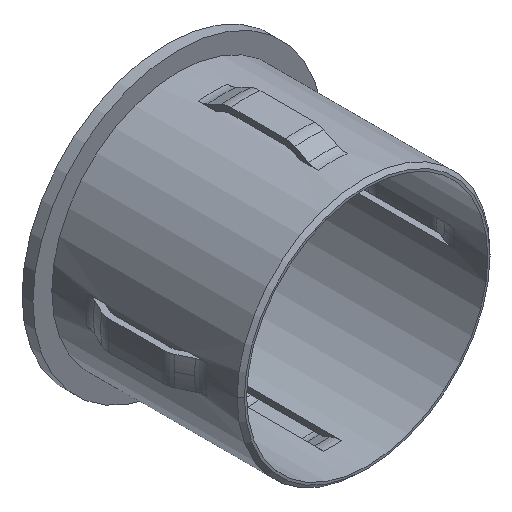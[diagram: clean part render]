
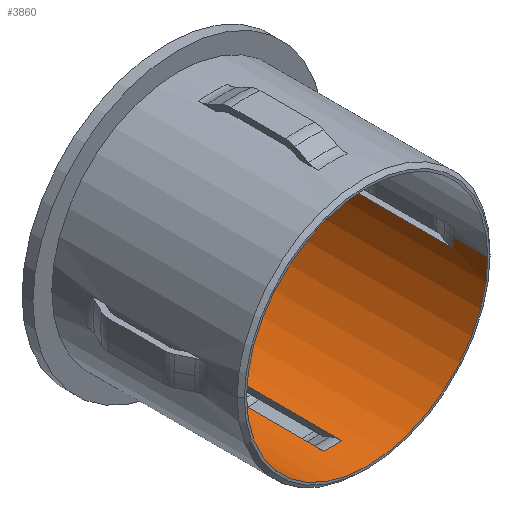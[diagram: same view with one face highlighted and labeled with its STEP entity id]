
A CAD part, isometric view. The second image highlights one B-rep face of the part: STEP entity #3860.
In plain terms, the highlighted cylindrical face has radius 16.6 mm (diameter 33.2 mm), a partial arc.
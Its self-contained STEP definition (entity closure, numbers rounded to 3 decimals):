
#51 = DIRECTION ( 'NONE',  ( 1., 0., 0. ) ) ;
#105 = ORIENTED_EDGE ( 'NONE', *, *, #5849, .T. ) ;
#114 = EDGE_CURVE ( 'NONE', #10550, #11613, #7671, .T. ) ;
#136 = CARTESIAN_POINT ( 'NONE',  ( 0., 32., 0. ) ) ;
#278 = VERTEX_POINT ( 'NONE', #14502 ) ;
#294 = EDGE_LOOP ( 'NONE', ( #2586, #11125, #105, #6065, #6125, #13222, #11393, #15044, #15608, #1525, #8638, #10464 ) ) ;
#335 = VECTOR ( 'NONE', #10389, 1000. ) ;
#1103 = DIRECTION ( 'NONE',  ( 1., 0., 0. ) ) ;
#1144 = LINE ( 'NONE', #5888, #13650 ) ;
#1265 = CARTESIAN_POINT ( 'NONE',  ( 0., 21.25, 0. ) ) ;
#1488 = CARTESIAN_POINT ( 'NONE',  ( 0., 0., 0. ) ) ;
#1525 = ORIENTED_EDGE ( 'NONE', *, *, #13480, .F. ) ;
#1840 = CIRCLE ( 'NONE', #12718, 16.6 ) ;
#1933 = CARTESIAN_POINT ( 'NONE',  ( -16.6, 32., 0. ) ) ;
#1952 = DIRECTION ( 'NONE',  ( 1., 0., 0. ) ) ;
#2126 = VERTEX_POINT ( 'NONE', #5422 ) ;
#2148 = DIRECTION ( 'NONE',  ( 0., -1., 0. ) ) ;
#2238 = LINE ( 'NONE', #1933, #335 ) ;
#2442 = AXIS2_PLACEMENT_3D ( 'NONE', #12002, #4765, #1103 ) ;
#2505 = CARTESIAN_POINT ( 'NONE',  ( 16.6, 0., 0. ) ) ;
#2586 = ORIENTED_EDGE ( 'NONE', *, *, #114, .F. ) ;
#2757 = EDGE_CURVE ( 'NONE', #278, #6171, #10975, .T. ) ;
#3266 = CARTESIAN_POINT ( 'NONE',  ( 16.6, 4.75, 0. ) ) ;
#3577 = AXIS2_PLACEMENT_3D ( 'NONE', #136, #9778, #8619 ) ;
#3645 = VERTEX_POINT ( 'NONE', #7393 ) ;
#3663 = DIRECTION ( 'NONE',  ( 1., 0., 0. ) ) ;
#3851 = DIRECTION ( 'NONE',  ( 0., -1., 0. ) ) ;
#3860 = ADVANCED_FACE ( 'NONE', ( #14550, #12863 ), #4718, .F. ) ;
#3925 = DIRECTION ( 'NONE',  ( 0., -1., 0. ) ) ;
#3940 = EDGE_CURVE ( 'NONE', #14187, #6171, #5677, .T. ) ;
#3982 = CARTESIAN_POINT ( 'NONE',  ( 1.25, 48.776, -16.553 ) ) ;
#4291 = CARTESIAN_POINT ( 'NONE',  ( 0., 4.75, 0. ) ) ;
#4622 = EDGE_CURVE ( 'NONE', #14187, #10680, #2238, .T. ) ;
#4718 = CYLINDRICAL_SURFACE ( 'NONE', #3577, 16.6 ) ;
#4765 = DIRECTION ( 'NONE',  ( 0., -1., 0. ) ) ;
#4922 = DIRECTION ( 'NONE',  ( 0., -1., 0. ) ) ;
#5128 = AXIS2_PLACEMENT_3D ( 'NONE', #6292, #8766, #9768 ) ;
#5131 = VECTOR ( 'NONE', #2148, 1000. ) ;
#5203 = VECTOR ( 'NONE', #15334, 1000. ) ;
#5364 = EDGE_CURVE ( 'NONE', #10680, #7911, #13775, .T. ) ;
#5387 = EDGE_CURVE ( 'NONE', #12226, #10746, #1840, .T. ) ;
#5422 = CARTESIAN_POINT ( 'NONE',  ( 16.553, 21.25, -1.25 ) ) ;
#5560 = EDGE_CURVE ( 'NONE', #6214, #9228, #9989, .T. ) ;
#5677 = CIRCLE ( 'NONE', #6850, 16.6 ) ;
#5849 = EDGE_CURVE ( 'NONE', #6278, #278, #13220, .T. ) ;
#5888 = CARTESIAN_POINT ( 'NONE',  ( 16.553, 48.776, -1.25 ) ) ;
#5916 = VECTOR ( 'NONE', #4922, 1000. ) ;
#6065 = ORIENTED_EDGE ( 'NONE', *, *, #2757, .T. ) ;
#6125 = ORIENTED_EDGE ( 'NONE', *, *, #3940, .F. ) ;
#6171 = VERTEX_POINT ( 'NONE', #10969 ) ;
#6214 = VERTEX_POINT ( 'NONE', #11162 ) ;
#6278 = VERTEX_POINT ( 'NONE', #14771 ) ;
#6284 = EDGE_CURVE ( 'NONE', #9228, #9773, #14321, .T. ) ;
#6292 = CARTESIAN_POINT ( 'NONE',  ( 0., 21.25, 0. ) ) ;
#6439 = CARTESIAN_POINT ( 'NONE',  ( -16.6, 4.75, 0. ) ) ;
#6467 = VECTOR ( 'NONE', #7487, 1000. ) ;
#6568 = ORIENTED_EDGE ( 'NONE', *, *, #6284, .T. ) ;
#6674 = LINE ( 'NONE', #12137, #5916 ) ;
#6693 = ORIENTED_EDGE ( 'NONE', *, *, #10833, .F. ) ;
#6754 = DIRECTION ( 'NONE',  ( 0., -1., 0. ) ) ;
#6763 = AXIS2_PLACEMENT_3D ( 'NONE', #1265, #7208, #51 ) ;
#6850 = AXIS2_PLACEMENT_3D ( 'NONE', #15256, #9241, #1952 ) ;
#7208 = DIRECTION ( 'NONE',  ( 0., -1., 0. ) ) ;
#7261 = CARTESIAN_POINT ( 'NONE',  ( -16.553, 48.776, -1.25 ) ) ;
#7393 = CARTESIAN_POINT ( 'NONE',  ( -1.25, 4.75, -16.553 ) ) ;
#7487 = DIRECTION ( 'NONE',  ( 0., -1., 0. ) ) ;
#7671 = CIRCLE ( 'NONE', #8289, 16.6 ) ;
#7911 = VERTEX_POINT ( 'NONE', #2505 ) ;
#7919 = CARTESIAN_POINT ( 'NONE',  ( -1.25, 48.776, -16.553 ) ) ;
#7948 = DIRECTION ( 'NONE',  ( 1., 0., 0. ) ) ;
#8202 = CARTESIAN_POINT ( 'NONE',  ( -16.6, 0., 0. ) ) ;
#8289 = AXIS2_PLACEMENT_3D ( 'NONE', #10895, #8381, #3663 ) ;
#8300 = ORIENTED_EDGE ( 'NONE', *, *, #5560, .T. ) ;
#8359 = VECTOR ( 'NONE', #3851, 1000. ) ;
#8381 = DIRECTION ( 'NONE',  ( 0., -1., 0. ) ) ;
#8619 = DIRECTION ( 'NONE',  ( 1., 0., 0. ) ) ;
#8638 = ORIENTED_EDGE ( 'NONE', *, *, #12377, .T. ) ;
#8766 = DIRECTION ( 'NONE',  ( 0., -1., 0. ) ) ;
#8967 = DIRECTION ( 'NONE',  ( 1., 0., 0. ) ) ;
#9055 = AXIS2_PLACEMENT_3D ( 'NONE', #13108, #10794, #10854 ) ;
#9228 = VERTEX_POINT ( 'NONE', #11279 ) ;
#9241 = DIRECTION ( 'NONE',  ( 0., -1., 0. ) ) ;
#9350 = EDGE_CURVE ( 'NONE', #6214, #3645, #15243, .T. ) ;
#9402 = CARTESIAN_POINT ( 'NONE',  ( 1.25, 4.75, -16.553 ) ) ;
#9768 = DIRECTION ( 'NONE',  ( 1., 0., 0. ) ) ;
#9773 = VERTEX_POINT ( 'NONE', #9402 ) ;
#9778 = DIRECTION ( 'NONE',  ( 0., -1., 0. ) ) ;
#9989 = CIRCLE ( 'NONE', #6763, 16.6 ) ;
#10336 = CARTESIAN_POINT ( 'NONE',  ( 16.6, 21.25, 0. ) ) ;
#10389 = DIRECTION ( 'NONE',  ( 0., -1., 0. ) ) ;
#10464 = ORIENTED_EDGE ( 'NONE', *, *, #13321, .F. ) ;
#10550 = VERTEX_POINT ( 'NONE', #15152 ) ;
#10680 = VERTEX_POINT ( 'NONE', #8202 ) ;
#10746 = VERTEX_POINT ( 'NONE', #3266 ) ;
#10794 = DIRECTION ( 'NONE',  ( 0., -1., 0. ) ) ;
#10833 = EDGE_CURVE ( 'NONE', #3645, #9773, #14634, .T. ) ;
#10854 = DIRECTION ( 'NONE',  ( 1., 0., 0. ) ) ;
#10895 = CARTESIAN_POINT ( 'NONE',  ( 0., 26.575, 0. ) ) ;
#10969 = CARTESIAN_POINT ( 'NONE',  ( -16.553, 4.75, -1.25 ) ) ;
#10975 = LINE ( 'NONE', #7261, #5131 ) ;
#11125 = ORIENTED_EDGE ( 'NONE', *, *, #13567, .T. ) ;
#11162 = CARTESIAN_POINT ( 'NONE',  ( -1.25, 21.25, -16.553 ) ) ;
#11279 = CARTESIAN_POINT ( 'NONE',  ( 1.25, 21.25, -16.553 ) ) ;
#11345 = LINE ( 'NONE', #13905, #6467 ) ;
#11356 = VERTEX_POINT ( 'NONE', #10336 ) ;
#11382 = CARTESIAN_POINT ( 'NONE',  ( 16.553, 4.75, -1.25 ) ) ;
#11393 = ORIENTED_EDGE ( 'NONE', *, *, #5364, .T. ) ;
#11613 = VERTEX_POINT ( 'NONE', #15645 ) ;
#11949 = EDGE_LOOP ( 'NONE', ( #6693, #12498, #8300, #6568 ) ) ;
#12002 = CARTESIAN_POINT ( 'NONE',  ( 0., 4.75, 0. ) ) ;
#12137 = CARTESIAN_POINT ( 'NONE',  ( -16.6, 32., 0. ) ) ;
#12226 = VERTEX_POINT ( 'NONE', #11382 ) ;
#12322 = CIRCLE ( 'NONE', #9055, 16.6 ) ;
#12377 = EDGE_CURVE ( 'NONE', #2126, #11356, #12322, .T. ) ;
#12498 = ORIENTED_EDGE ( 'NONE', *, *, #9350, .F. ) ;
#12718 = AXIS2_PLACEMENT_3D ( 'NONE', #4291, #6754, #7948 ) ;
#12863 = FACE_OUTER_BOUND ( 'NONE', #294, .T. ) ;
#13108 = CARTESIAN_POINT ( 'NONE',  ( 0., 21.25, 0. ) ) ;
#13202 = VECTOR ( 'NONE', #14881, 1000. ) ;
#13220 = CIRCLE ( 'NONE', #5128, 16.6 ) ;
#13222 = ORIENTED_EDGE ( 'NONE', *, *, #4622, .T. ) ;
#13240 = AXIS2_PLACEMENT_3D ( 'NONE', #1488, #3925, #8967 ) ;
#13321 = EDGE_CURVE ( 'NONE', #11613, #11356, #11345, .T. ) ;
#13480 = EDGE_CURVE ( 'NONE', #2126, #12226, #1144, .T. ) ;
#13567 = EDGE_CURVE ( 'NONE', #10550, #6278, #6674, .T. ) ;
#13650 = VECTOR ( 'NONE', #15657, 1000. ) ;
#13744 = EDGE_CURVE ( 'NONE', #10746, #7911, #14977, .T. ) ;
#13775 = CIRCLE ( 'NONE', #13240, 16.6 ) ;
#13905 = CARTESIAN_POINT ( 'NONE',  ( 16.6, 32., 0. ) ) ;
#14187 = VERTEX_POINT ( 'NONE', #6439 ) ;
#14321 = LINE ( 'NONE', #3982, #13202 ) ;
#14502 = CARTESIAN_POINT ( 'NONE',  ( -16.553, 21.25, -1.25 ) ) ;
#14550 = FACE_BOUND ( 'NONE', #11949, .T. ) ;
#14634 = CIRCLE ( 'NONE', #2442, 16.6 ) ;
#14771 = CARTESIAN_POINT ( 'NONE',  ( -16.6, 21.25, 0. ) ) ;
#14787 = CARTESIAN_POINT ( 'NONE',  ( 16.6, 32., 0. ) ) ;
#14881 = DIRECTION ( 'NONE',  ( 0., -1., 0. ) ) ;
#14977 = LINE ( 'NONE', #14787, #8359 ) ;
#15044 = ORIENTED_EDGE ( 'NONE', *, *, #13744, .F. ) ;
#15152 = CARTESIAN_POINT ( 'NONE',  ( -16.6, 26.575, 0. ) ) ;
#15243 = LINE ( 'NONE', #7919, #5203 ) ;
#15256 = CARTESIAN_POINT ( 'NONE',  ( 0., 4.75, 0. ) ) ;
#15334 = DIRECTION ( 'NONE',  ( 0., -1., 0. ) ) ;
#15608 = ORIENTED_EDGE ( 'NONE', *, *, #5387, .F. ) ;
#15645 = CARTESIAN_POINT ( 'NONE',  ( 16.6, 26.575, 0. ) ) ;
#15657 = DIRECTION ( 'NONE',  ( 0., -1., 0. ) ) ;
